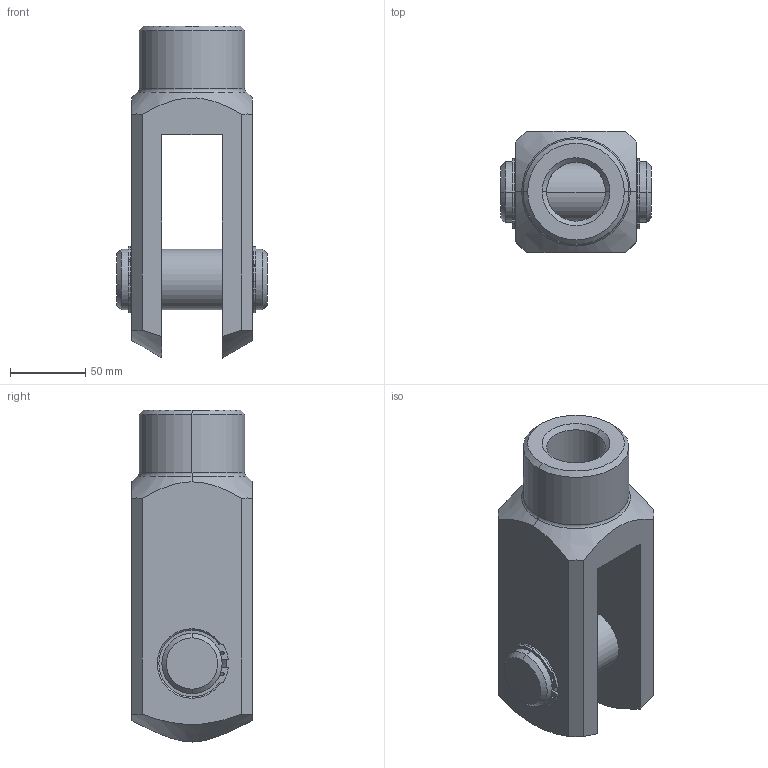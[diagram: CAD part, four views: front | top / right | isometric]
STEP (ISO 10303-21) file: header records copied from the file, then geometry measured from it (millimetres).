
FILE_DESCRIPTION (( 'STEP AP214' ), '1' );
FILE_NAME ('250 ÇB-RC.STEP', '2010-08-09T13:37:02', ( '' ), ( '' ), 'SwSTEP 2.0', 'SolidWorks 2010', '' );
FILE_SCHEMA (( 'AUTOMOTIVE_DESIGN' ));
Length unit declared in the file: millimetre
Products named in the file (4): PMB   250   オ  ; 250  荁  P軲輄Varsay齦an; 40  SEGMAN; 250 オ-RC
Assembly tree (4 placements, depth 2):
  250 オ-RC
    40  SEGMAN  x2
    250  荁  P軲輄Varsay齦an
    PMB   250   オ  
Bounding box: 100 x 80 x 220 mm (x, y, z)
Volume: 749922.5 mm3; surface area: 105383.5 mm2
Topology: 4 solids, 4 shells, 99 faces, 245 edges, 158 vertices
Faces by surface type: cylinder 50, plane 30, cone 17, torus 2
Entity records: 2689 total; most frequent: CARTESIAN_POINT 665, DIRECTION 413, ORIENTED_EDGE 370, EDGE_CURVE 185, AXIS2_PLACEMENT_3D 168, VERTEX_POINT 118, EDGE_LOOP 91, CIRCLE 84
